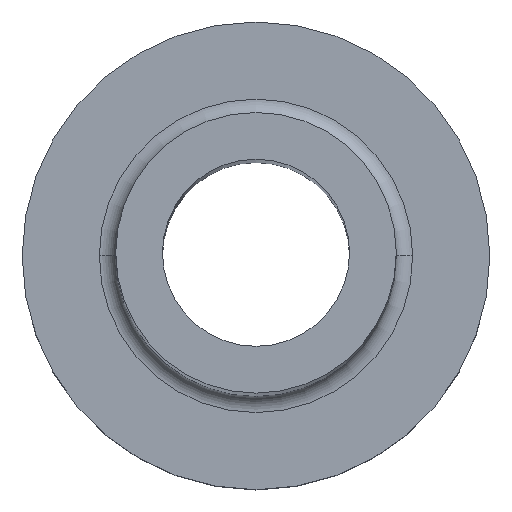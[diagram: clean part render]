
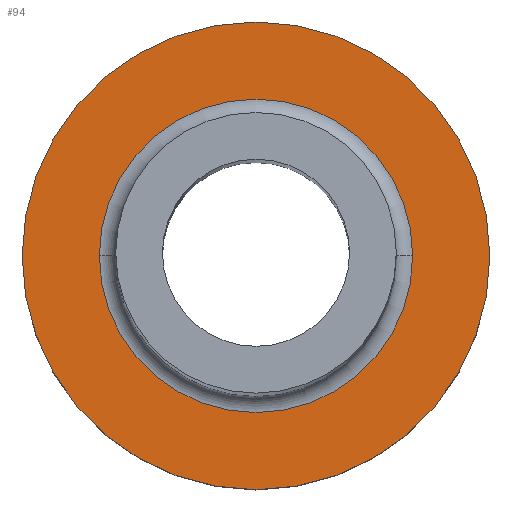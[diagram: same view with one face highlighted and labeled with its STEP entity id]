
A CAD part, top view. The second image highlights one B-rep face of the part: STEP entity #94.
In plain terms, the highlighted planar face has unit normal (0, 0, 1).
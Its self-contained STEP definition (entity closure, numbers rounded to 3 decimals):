
#7 = PLANE ( 'NONE',  #278 ) ;
#19 = ORIENTED_EDGE ( 'NONE', *, *, #341, .T. ) ;
#27 = DIRECTION ( 'NONE',  ( 0., 0., 1. ) ) ;
#41 = AXIS2_PLACEMENT_3D ( 'NONE', #192, #310, #187 ) ;
#55 = VERTEX_POINT ( 'NONE', #61 ) ;
#59 = AXIS2_PLACEMENT_3D ( 'NONE', #272, #244, #92 ) ;
#61 = CARTESIAN_POINT ( 'NONE',  ( 10., 0., 7. ) ) ;
#63 = AXIS2_PLACEMENT_3D ( 'NONE', #235, #351, #205 ) ;
#65 = FACE_OUTER_BOUND ( 'NONE', #153, .T. ) ;
#77 = CARTESIAN_POINT ( 'NONE',  ( 0., 0., 7. ) ) ;
#78 = VERTEX_POINT ( 'NONE', #120 ) ;
#87 = EDGE_CURVE ( 'NONE', #55, #288, #247, .T. ) ;
#92 = DIRECTION ( 'NONE',  ( 1., 0., 0. ) ) ;
#94 = ADVANCED_FACE ( 'NONE', ( #218, #65 ), #7, .T. ) ;
#110 = CARTESIAN_POINT ( 'NONE',  ( 6.7, 0., 7. ) ) ;
#114 = CARTESIAN_POINT ( 'NONE',  ( -10., 0., 7. ) ) ;
#120 = CARTESIAN_POINT ( 'NONE',  ( -6.7, 0., 7. ) ) ;
#124 = DIRECTION ( 'NONE',  ( 0., 0., 1. ) ) ;
#137 = ORIENTED_EDGE ( 'NONE', *, *, #87, .T. ) ;
#151 = AXIS2_PLACEMENT_3D ( 'NONE', #77, #27, #322 ) ;
#153 = EDGE_LOOP ( 'NONE', ( #294, #137 ) ) ;
#168 = EDGE_CURVE ( 'NONE', #327, #78, #174, .T. ) ;
#174 = CIRCLE ( 'NONE', #41, 6.7 ) ;
#187 = DIRECTION ( 'NONE',  ( 1., 0., 0. ) ) ;
#192 = CARTESIAN_POINT ( 'NONE',  ( 0., 0., 7. ) ) ;
#205 = DIRECTION ( 'NONE',  ( 1., 0., 0. ) ) ;
#218 = FACE_BOUND ( 'NONE', #325, .T. ) ;
#231 = CIRCLE ( 'NONE', #63, 6.7 ) ;
#235 = CARTESIAN_POINT ( 'NONE',  ( 0., 0., 7. ) ) ;
#244 = DIRECTION ( 'NONE',  ( 0., 0., 1. ) ) ;
#246 = EDGE_CURVE ( 'NONE', #288, #55, #256, .T. ) ;
#247 = CIRCLE ( 'NONE', #59, 10. ) ;
#256 = CIRCLE ( 'NONE', #151, 10. ) ;
#272 = CARTESIAN_POINT ( 'NONE',  ( 0., 0., 7. ) ) ;
#277 = DIRECTION ( 'NONE',  ( 1., 0., 0. ) ) ;
#278 = AXIS2_PLACEMENT_3D ( 'NONE', #305, #124, #277 ) ;
#284 = ORIENTED_EDGE ( 'NONE', *, *, #168, .T. ) ;
#288 = VERTEX_POINT ( 'NONE', #114 ) ;
#294 = ORIENTED_EDGE ( 'NONE', *, *, #246, .T. ) ;
#305 = CARTESIAN_POINT ( 'NONE',  ( 0., 0., 7. ) ) ;
#310 = DIRECTION ( 'NONE',  ( 0., 0., -1. ) ) ;
#322 = DIRECTION ( 'NONE',  ( 1., 0., 0. ) ) ;
#325 = EDGE_LOOP ( 'NONE', ( #284, #19 ) ) ;
#327 = VERTEX_POINT ( 'NONE', #110 ) ;
#341 = EDGE_CURVE ( 'NONE', #78, #327, #231, .T. ) ;
#351 = DIRECTION ( 'NONE',  ( 0., 0., -1. ) ) ;
